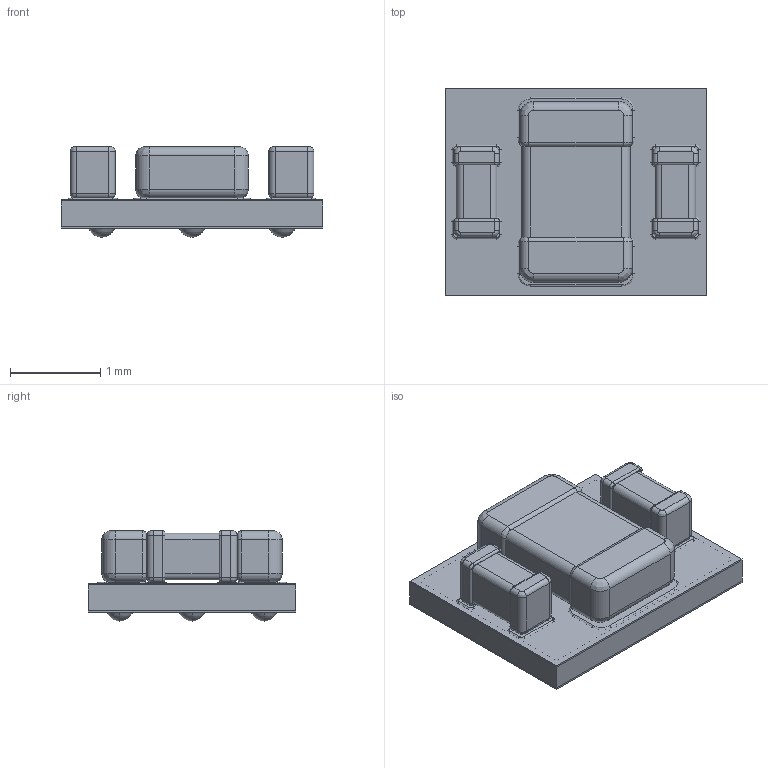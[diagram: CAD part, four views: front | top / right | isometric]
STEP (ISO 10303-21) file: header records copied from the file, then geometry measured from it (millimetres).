
FILE_DESCRIPTION((''),'2;1');
FILE_NAME('SIP0009B_ASM','2016-12-23T',('a0412025'),(''),'CREO PARAMETRIC BY PTC INC, 2016050','CREO PARAMETRIC BY PTC INC, 2016050','');
FILE_SCHEMA(('AUTOMOTIVE_DESIGN { 1 0 10303 214 1 1 1 1 }'));
Length unit declared in the file: millimetre
Products named in the file (15): SOLDERMASK-BTM-SIP; SUBSTRATE-SIP; METAL-SIP0009B; BUMP-SIP; BUM-PATTERN_ASM; SOLDERMASK-TOP-SIP; INDTR-BODY-MDT; INDTR-TERMNL-MDT; INDTR-TOKO-MDT2012-CLR_ASM; CAP-BODY-GRM; CAP-TERMNL-GRM; CAP-GRM155R60J_ASM; SOLDER-CAP; SOLDER-IND; SIP0009B_ASM
Assembly tree (29 placements, depth 3):
  SIP0009B_ASM
    SOLDERMASK-BTM-SIP
    SUBSTRATE-SIP
    METAL-SIP0009B
    BUM-PATTERN_ASM
      BUMP-SIP  x9
    SOLDERMASK-TOP-SIP
    INDTR-TOKO-MDT2012-CLR_ASM
      INDTR-BODY-MDT
      INDTR-TERMNL-MDT  x2
    CAP-GRM155R60J_ASM  x2
      CAP-BODY-GRM
      CAP-TERMNL-GRM
    SOLDER-CAP  x4
    SOLDER-IND  x2
Bounding box: 2.9 x 2.3 x 1 mm (x, y, z)
Volume: 4 mm3; surface area: 77.2 mm2
Topology: 28 solids, 28 shells, 320 faces, 720 edges, 439 vertices
Faces by surface type: cylinder 126, plane 104, bspline 48, torus 24, sphere 18
Entity records: 6748 total; most frequent: CARTESIAN_POINT 1029, DIRECTION 848, ORIENTED_EDGE 652, PRESENTATION_STYLE_ASSIGNMENT 337, STYLED_ITEM 337, AXIS2_PLACEMENT_3D 337, CURVE_STYLE 326, EDGE_CURVE 326
